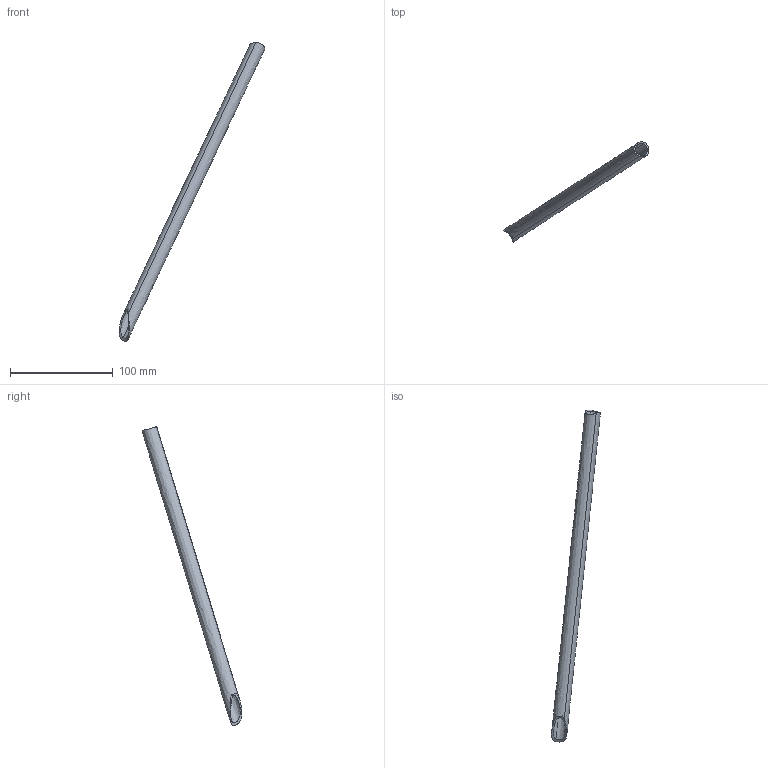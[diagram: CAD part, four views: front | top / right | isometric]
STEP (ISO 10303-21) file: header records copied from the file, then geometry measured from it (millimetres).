
FILE_DESCRIPTION(('CATIA V5 STEP Exchange'),'2;1');
FILE_NAME('22.stp','2018-12-01T18:15:13+00:00',('none'),('none'),'CATIA Version 5 Release 19 SP 2 (IN-10)','CATIA V5 STEP AP203','none');
FILE_SCHEMA(('CONFIG_CONTROL_DESIGN'));
Length unit declared in the file: millimetre
Products named in the file (1): Symmetry of Shape_779
Bounding box: 141.83 x 97.14 x 290.48 mm (x, y, z)
Volume: 19911.2 mm3; surface area: 26767.1 mm2
Topology: 1 solids, 1 shells, 7 faces, 15 edges, 10 vertices
Faces by surface type: bspline 5, cylinder 1, plane 1
Entity records: 541 total; most frequent: CARTESIAN_POINT 391, ORIENTED_EDGE 30, EDGE_CURVE 15, B_SPLINE_CURVE_WITH_KNOTS 10, VERTEX_POINT 10, EDGE_LOOP 9, ADVANCED_FACE 7, FACE_OUTER_BOUND 7
